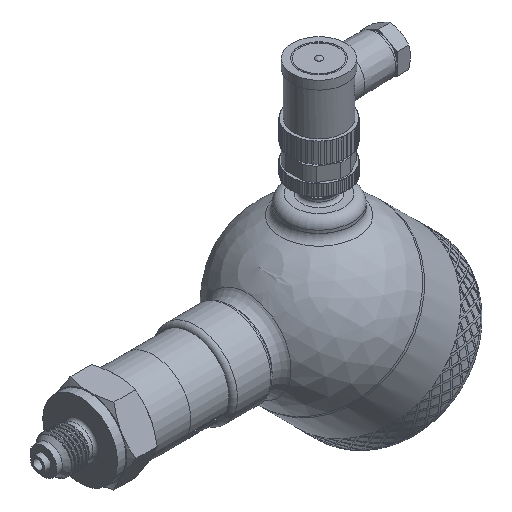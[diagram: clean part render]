
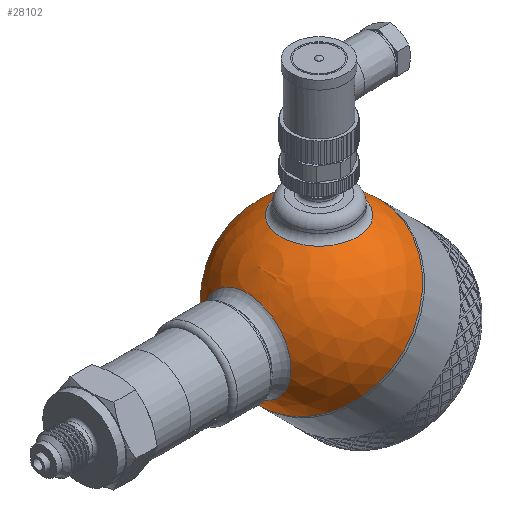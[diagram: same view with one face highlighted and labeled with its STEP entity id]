
A CAD part, isometric view. The second image highlights one B-rep face of the part: STEP entity #28102.
In plain terms, the highlighted spherical face has radius 30 mm.
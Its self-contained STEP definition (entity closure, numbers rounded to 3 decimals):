
#45=SPHERICAL_SURFACE('',#29813,30.);
#126=FACE_BOUND('',#3755,.T.);
#127=FACE_BOUND('',#3756,.T.);
#1960=FACE_OUTER_BOUND('',#3754,.T.);
#3754=EDGE_LOOP('',(#20003,#20004,#20005,#20006));
#3755=EDGE_LOOP('',(#20007));
#3756=EDGE_LOOP('',(#20008));
#5464=CIRCLE('',#29736,30.);
#5465=CIRCLE('',#29737,30.);
#5492=CIRCLE('',#29809,13.5);
#5495=CIRCLE('',#29814,30.);
#5496=CIRCLE('',#29815,15.643);
#10916=VERTEX_POINT('',#39291);
#10917=VERTEX_POINT('',#39293);
#11392=VERTEX_POINT('',#45355);
#11394=VERTEX_POINT('',#45362);
#11395=VERTEX_POINT('',#45364);
#13937=EDGE_CURVE('',#10916,#10917,#5464,.T.);
#13938=EDGE_CURVE('',#10917,#10916,#5465,.T.);
#14653=EDGE_CURVE('',#11392,#11392,#5492,.T.);
#14656=EDGE_CURVE('',#10917,#11394,#5495,.T.);
#14657=EDGE_CURVE('',#11395,#11395,#5496,.T.);
#20003=ORIENTED_EDGE('',*,*,#13938,.F.);
#20004=ORIENTED_EDGE('',*,*,#14656,.T.);
#20005=ORIENTED_EDGE('',*,*,#14656,.F.);
#20006=ORIENTED_EDGE('',*,*,#13937,.F.);
#20007=ORIENTED_EDGE('',*,*,#14657,.F.);
#20008=ORIENTED_EDGE('',*,*,#14653,.F.);
#28102=ADVANCED_FACE('',(#1960,#126,#127),#45,.T.);
#29736=AXIS2_PLACEMENT_3D('',#39294,#31547,#31548);
#29737=AXIS2_PLACEMENT_3D('',#39295,#31549,#31550);
#29809=AXIS2_PLACEMENT_3D('',#45356,#31945,#31946);
#29813=AXIS2_PLACEMENT_3D('',#45361,#31953,#31954);
#29814=AXIS2_PLACEMENT_3D('',#45363,#31955,#31956);
#29815=AXIS2_PLACEMENT_3D('',#45365,#31957,#31958);
#31547=DIRECTION('center_axis',(1.,0.,0.));
#31548=DIRECTION('ref_axis',(0.,1.,0.));
#31549=DIRECTION('center_axis',(1.,0.,0.));
#31550=DIRECTION('ref_axis',(0.,1.,0.));
#31945=DIRECTION('center_axis',(-0.707,0.,-0.707));
#31946=DIRECTION('ref_axis',(-0.707,0.,0.707));
#31953=DIRECTION('center_axis',(1.,0.,0.));
#31954=DIRECTION('ref_axis',(0.,-1.,0.));
#31955=DIRECTION('center_axis',(0.,0.,1.));
#31956=DIRECTION('ref_axis',(0.,1.,0.));
#31957=DIRECTION('center_axis',(-0.707,0.,0.707));
#31958=DIRECTION('ref_axis',(0.707,0.,0.707));
#39291=CARTESIAN_POINT('',(0.,-30.,0.));
#39293=CARTESIAN_POINT('',(0.,30.,0.));
#39294=CARTESIAN_POINT('Origin',(0.,0.,0.));
#39295=CARTESIAN_POINT('Origin',(0.,0.,0.));
#45355=CARTESIAN_POINT('',(-9.398,0.,-28.49));
#45356=CARTESIAN_POINT('Origin',(-18.944,0.,-18.944));
#45361=CARTESIAN_POINT('Origin',(0.,0.,0.));
#45362=CARTESIAN_POINT('',(-30.,0.,0.));
#45363=CARTESIAN_POINT('Origin',(0.,0.,0.));
#45364=CARTESIAN_POINT('',(-29.162,0.,7.04));
#45365=CARTESIAN_POINT('Origin',(-18.101,0.,18.101));
